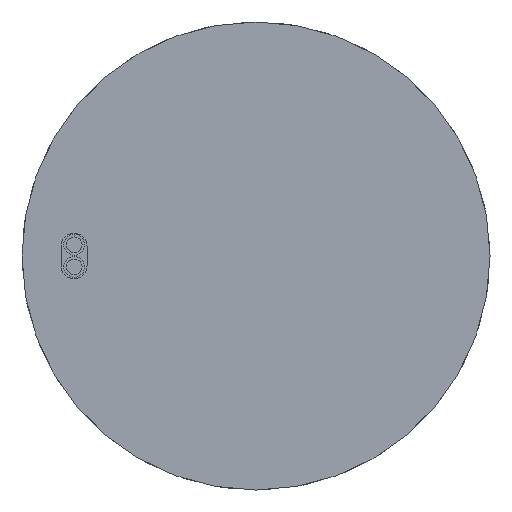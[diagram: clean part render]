
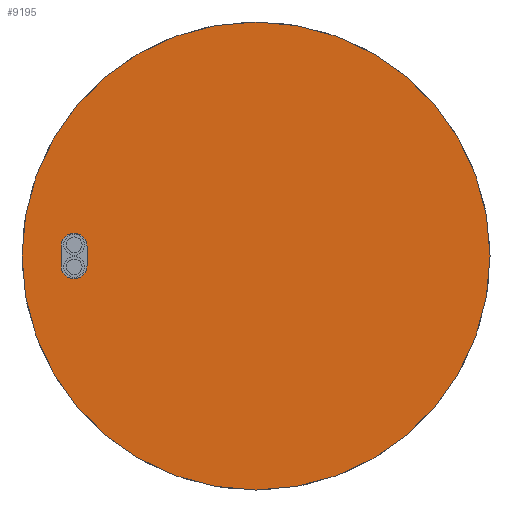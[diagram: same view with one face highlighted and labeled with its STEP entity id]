
A CAD part, front view. The second image highlights one B-rep face of the part: STEP entity #9195.
In plain terms, the highlighted face is planar.
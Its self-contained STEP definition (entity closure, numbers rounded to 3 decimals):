
#337 = EDGE_CURVE ( 'NONE', #7335, #5358, #8074, .T. ) ;
#471 = FACE_BOUND ( 'NONE', #2531, .T. ) ;
#897 = EDGE_CURVE ( 'NONE', #5358, #5866, #5271, .T. ) ;
#1269 = CARTESIAN_POINT ( 'NONE',  ( 18., 5., -15. ) ) ;
#2097 = CARTESIAN_POINT ( 'NONE',  ( 18., 5., 0. ) ) ;
#2531 = EDGE_LOOP ( 'NONE', ( #3004, #6238, #6434, #8009 ) ) ;
#2567 = CARTESIAN_POINT ( 'NONE',  ( 0.75, 5., -15. ) ) ;
#2574 = DIRECTION ( 'NONE',  ( 0., 0., 1. ) ) ;
#2603 = EDGE_CURVE ( 'NONE', #5866, #4677, #5972, .T. ) ;
#2837 = AXIS2_PLACEMENT_3D ( 'NONE', #2995, #9555, #7222 ) ;
#2995 = CARTESIAN_POINT ( 'NONE',  ( 0., 5., 0. ) ) ;
#3004 = ORIENTED_EDGE ( 'NONE', *, *, #2603, .F. ) ;
#3264 = AXIS2_PLACEMENT_3D ( 'NONE', #4122, #3500, #9914 ) ;
#3500 = DIRECTION ( 'NONE',  ( 0., 1., 0. ) ) ;
#3537 = LINE ( 'NONE', #7661, #5326 ) ;
#3711 = DIRECTION ( 'NONE',  ( 0., 1., 0. ) ) ;
#3880 = VECTOR ( 'NONE', #6664, 1000. ) ;
#4122 = CARTESIAN_POINT ( 'NONE',  ( -0.75, 5., -14. ) ) ;
#4677 = VERTEX_POINT ( 'NONE', #6117 ) ;
#5131 = VERTEX_POINT ( 'NONE', #9274 ) ;
#5271 = LINE ( 'NONE', #1269, #3880 ) ;
#5326 = VECTOR ( 'NONE', #6877, 1000. ) ;
#5358 = VERTEX_POINT ( 'NONE', #2567 ) ;
#5708 = CIRCLE ( 'NONE', #2837, 18. ) ;
#5850 = CARTESIAN_POINT ( 'NONE',  ( 0.75, 5., -14. ) ) ;
#5866 = VERTEX_POINT ( 'NONE', #7563 ) ;
#5901 = DIRECTION ( 'NONE',  ( 0., 1., 0. ) ) ;
#5972 = CIRCLE ( 'NONE', #3264, 1. ) ;
#6117 = CARTESIAN_POINT ( 'NONE',  ( -0.75, 5., -13. ) ) ;
#6238 = ORIENTED_EDGE ( 'NONE', *, *, #897, .F. ) ;
#6269 = CARTESIAN_POINT ( 'NONE',  ( 0.75, 5., -13. ) ) ;
#6434 = ORIENTED_EDGE ( 'NONE', *, *, #337, .F. ) ;
#6664 = DIRECTION ( 'NONE',  ( -1., 0., 0. ) ) ;
#6807 = EDGE_CURVE ( 'NONE', #4677, #7335, #3537, .T. ) ;
#6877 = DIRECTION ( 'NONE',  ( 1., 0., 0. ) ) ;
#7094 = AXIS2_PLACEMENT_3D ( 'NONE', #5850, #5901, #2574 ) ;
#7222 = DIRECTION ( 'NONE',  ( 0., 0., -1. ) ) ;
#7335 = VERTEX_POINT ( 'NONE', #6269 ) ;
#7563 = CARTESIAN_POINT ( 'NONE',  ( -0.75, 5., -15. ) ) ;
#7661 = CARTESIAN_POINT ( 'NONE',  ( 18., 5., -13. ) ) ;
#8009 = ORIENTED_EDGE ( 'NONE', *, *, #6807, .F. ) ;
#8074 = CIRCLE ( 'NONE', #7094, 1. ) ;
#8143 = ORIENTED_EDGE ( 'NONE', *, *, #10314, .F. ) ;
#9118 = AXIS2_PLACEMENT_3D ( 'NONE', #2097, #3711, #9880 ) ;
#9195 = ADVANCED_FACE ( 'NONE', ( #471, #10075 ), #9287, .T. ) ;
#9274 = CARTESIAN_POINT ( 'NONE',  ( 0., 5., -18. ) ) ;
#9287 = PLANE ( 'NONE',  #9118 ) ;
#9390 = EDGE_LOOP ( 'NONE', ( #8143 ) ) ;
#9555 = DIRECTION ( 'NONE',  ( 0., -1., 0. ) ) ;
#9880 = DIRECTION ( 'NONE',  ( 0., 0., 1. ) ) ;
#9914 = DIRECTION ( 'NONE',  ( 0., 0., 1. ) ) ;
#10075 = FACE_OUTER_BOUND ( 'NONE', #9390, .T. ) ;
#10314 = EDGE_CURVE ( 'NONE', #5131, #5131, #5708, .T. ) ;
